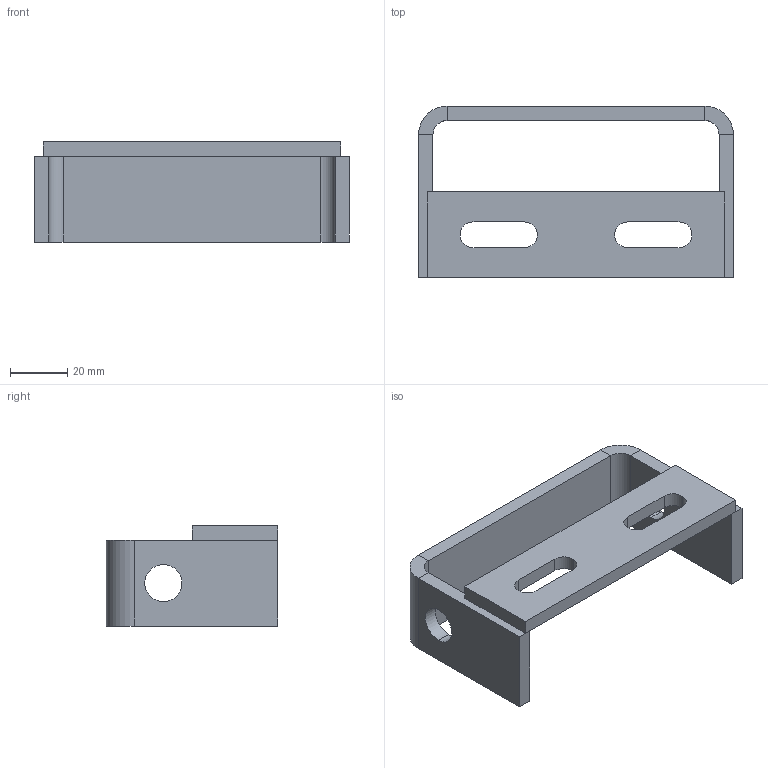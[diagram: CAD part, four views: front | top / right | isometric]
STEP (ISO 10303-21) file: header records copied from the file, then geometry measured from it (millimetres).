
FILE_DESCRIPTION (( 'STEP AP203' ), '1' );
FILE_NAME ('T63805.STEP', '2018-08-16T15:31:31', ( '' ), ( '' ), 'SwSTEP 2.0', 'SolidWorks 2016', '' );
FILE_SCHEMA (( 'CONFIG_CONTROL_DESIGN' ));
Length unit declared in the file: millimetre
Products named in the file (3): TH704; T63805; TH703
Assembly tree (2 placements, depth 2):
  T63805
    TH703
    TH704
Bounding box: 110 x 60 x 35 mm (x, y, z)
Volume: 44050.8 mm3; surface area: 22447.1 mm2
Topology: 2 solids, 2 shells, 42 faces, 98 edges, 60 vertices
Faces by surface type: plane 28, cylinder 14
Entity records: 1503 total; most frequent: DIRECTION 220, CARTESIAN_POINT 205, ORIENTED_EDGE 196, EDGE_CURVE 98, AXIS2_PLACEMENT_3D 75, VECTOR 70, LINE 70, VERTEX_POINT 60
